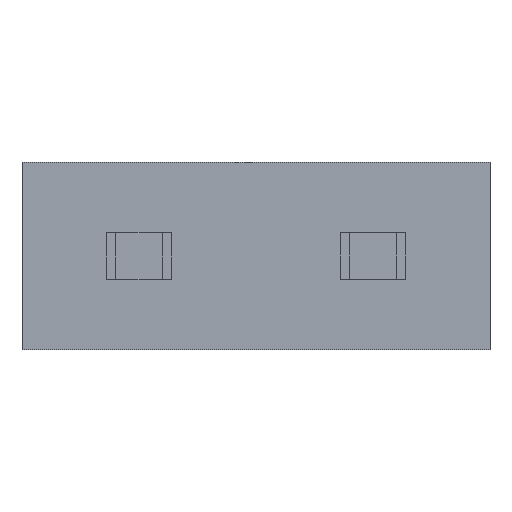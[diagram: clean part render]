
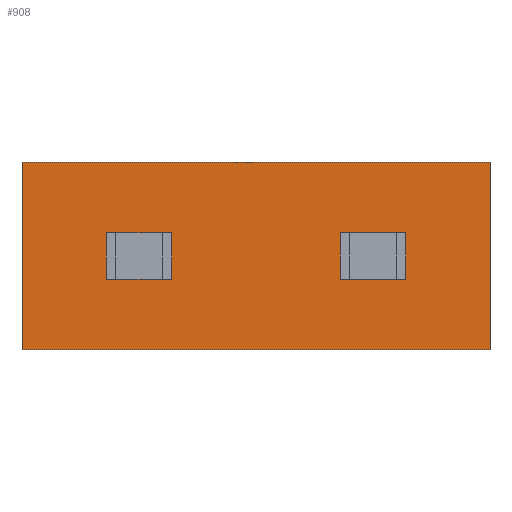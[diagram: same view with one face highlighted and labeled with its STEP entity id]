
A CAD part, front view. The second image highlights one B-rep face of the part: STEP entity #908.
In plain terms, the highlighted planar face has unit normal (0, -1, 0).
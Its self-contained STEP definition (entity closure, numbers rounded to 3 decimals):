
#32=FACE_BOUND('',#98,.T.);
#33=FACE_BOUND('',#99,.T.);
#47=FACE_OUTER_BOUND('',#97,.T.);
#97=EDGE_LOOP('',(#646,#647,#648,#649));
#98=EDGE_LOOP('',(#650,#651,#652,#653));
#99=EDGE_LOOP('',(#654,#655,#656,#657));
#136=LINE('',#1303,#260);
#140=LINE('',#1311,#264);
#143=LINE('',#1317,#267);
#146=LINE('',#1322,#270);
#148=LINE('',#1328,#272);
#152=LINE('',#1336,#276);
#155=LINE('',#1342,#279);
#158=LINE('',#1347,#282);
#161=LINE('',#1355,#285);
#169=LINE('',#1370,#293);
#170=LINE('',#1372,#294);
#171=LINE('',#1373,#295);
#260=VECTOR('',#1066,10.);
#264=VECTOR('',#1072,10.);
#267=VECTOR('',#1077,10.);
#270=VECTOR('',#1082,10.);
#272=VECTOR('',#1088,10.);
#276=VECTOR('',#1094,10.);
#279=VECTOR('',#1099,10.);
#282=VECTOR('',#1104,10.);
#285=VECTOR('',#1111,10.);
#293=VECTOR('',#1123,10.);
#294=VECTOR('',#1126,10.);
#295=VECTOR('',#1127,10.);
#384=VERTEX_POINT('',#1301);
#385=VERTEX_POINT('',#1302);
#388=VERTEX_POINT('',#1310);
#390=VERTEX_POINT('',#1316);
#392=VERTEX_POINT('',#1326);
#393=VERTEX_POINT('',#1327);
#396=VERTEX_POINT('',#1335);
#398=VERTEX_POINT('',#1341);
#400=VERTEX_POINT('',#1351);
#402=VERTEX_POINT('',#1354);
#406=VERTEX_POINT('',#1366);
#407=VERTEX_POINT('',#1368);
#468=EDGE_CURVE('',#384,#385,#136,.T.);
#472=EDGE_CURVE('',#388,#384,#140,.T.);
#475=EDGE_CURVE('',#390,#388,#143,.T.);
#478=EDGE_CURVE('',#385,#390,#146,.T.);
#480=EDGE_CURVE('',#392,#393,#148,.T.);
#484=EDGE_CURVE('',#396,#392,#152,.T.);
#487=EDGE_CURVE('',#398,#396,#155,.T.);
#490=EDGE_CURVE('',#393,#398,#158,.T.);
#493=EDGE_CURVE('',#400,#402,#161,.T.);
#501=EDGE_CURVE('',#406,#407,#169,.T.);
#502=EDGE_CURVE('',#406,#400,#170,.T.);
#503=EDGE_CURVE('',#402,#407,#171,.T.);
#646=ORIENTED_EDGE('',*,*,#502,.F.);
#647=ORIENTED_EDGE('',*,*,#501,.T.);
#648=ORIENTED_EDGE('',*,*,#503,.F.);
#649=ORIENTED_EDGE('',*,*,#493,.F.);
#650=ORIENTED_EDGE('',*,*,#468,.T.);
#651=ORIENTED_EDGE('',*,*,#478,.T.);
#652=ORIENTED_EDGE('',*,*,#475,.T.);
#653=ORIENTED_EDGE('',*,*,#472,.T.);
#654=ORIENTED_EDGE('',*,*,#480,.T.);
#655=ORIENTED_EDGE('',*,*,#490,.T.);
#656=ORIENTED_EDGE('',*,*,#487,.T.);
#657=ORIENTED_EDGE('',*,*,#484,.T.);
#859=PLANE('',#1018);
#908=ADVANCED_FACE('',(#47,#32,#33),#859,.T.);
#1018=AXIS2_PLACEMENT_3D('',#1371,#1124,#1125);
#1066=DIRECTION('',(0.,0.,1.));
#1072=DIRECTION('',(-1.,0.,0.));
#1077=DIRECTION('',(0.,0.,-1.));
#1082=DIRECTION('',(1.,0.,0.));
#1088=DIRECTION('',(0.,0.,1.));
#1094=DIRECTION('',(-1.,0.,0.));
#1099=DIRECTION('',(0.,0.,-1.));
#1104=DIRECTION('',(1.,0.,0.));
#1111=DIRECTION('',(0.,0.,1.));
#1123=DIRECTION('',(0.,0.,1.));
#1124=DIRECTION('center_axis',(0.,-1.,0.));
#1125=DIRECTION('ref_axis',(1.,0.,0.));
#1126=DIRECTION('',(-1.,0.,0.));
#1127=DIRECTION('',(1.,0.,0.));
#1301=CARTESIAN_POINT('',(1.,-3.5,0.75));
#1302=CARTESIAN_POINT('',(1.,-3.5,1.25));
#1303=CARTESIAN_POINT('',(1.,-3.5,0.375));
#1310=CARTESIAN_POINT('',(1.5,-3.5,0.75));
#1311=CARTESIAN_POINT('',(-0.5,-3.5,0.75));
#1316=CARTESIAN_POINT('',(1.5,-3.5,1.25));
#1317=CARTESIAN_POINT('',(1.5,-3.5,0.625));
#1322=CARTESIAN_POINT('',(-0.75,-3.5,1.25));
#1326=CARTESIAN_POINT('',(-1.5,-3.5,0.75));
#1327=CARTESIAN_POINT('',(-1.5,-3.5,1.25));
#1328=CARTESIAN_POINT('',(-1.5,-3.5,0.375));
#1335=CARTESIAN_POINT('',(-1.,-3.5,0.75));
#1336=CARTESIAN_POINT('',(-1.75,-3.5,0.75));
#1341=CARTESIAN_POINT('',(-1.,-3.5,1.25));
#1342=CARTESIAN_POINT('',(-1.,-3.5,0.625));
#1347=CARTESIAN_POINT('',(-2.,-3.5,1.25));
#1351=CARTESIAN_POINT('',(-2.5,-3.5,0.));
#1354=CARTESIAN_POINT('',(-2.5,-3.5,2.));
#1355=CARTESIAN_POINT('',(-2.5,-3.5,0.));
#1366=CARTESIAN_POINT('',(2.5,-3.5,0.));
#1368=CARTESIAN_POINT('',(2.5,-3.5,2.));
#1370=CARTESIAN_POINT('',(2.5,-3.5,0.));
#1371=CARTESIAN_POINT('Origin',(-2.5,-3.5,0.));
#1372=CARTESIAN_POINT('',(2.5,-3.5,0.));
#1373=CARTESIAN_POINT('',(2.5,-3.5,2.));
